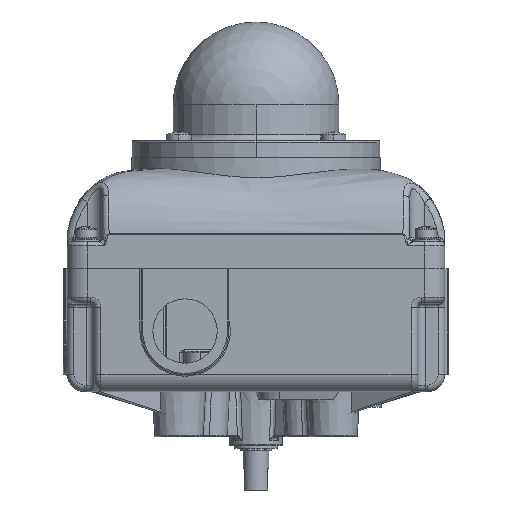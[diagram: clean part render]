
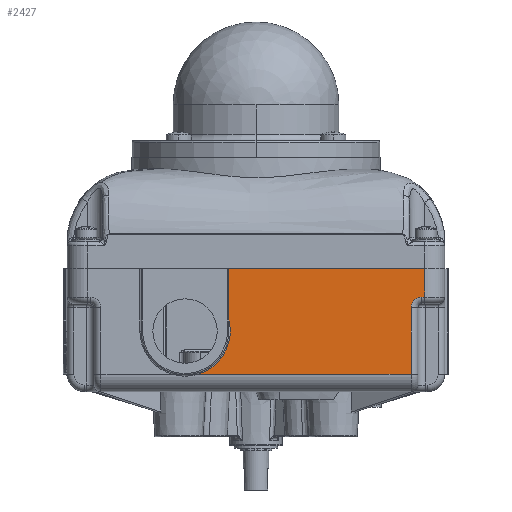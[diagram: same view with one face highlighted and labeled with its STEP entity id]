
A CAD part, front view. The second image highlights one B-rep face of the part: STEP entity #2427.
In plain terms, the highlighted planar face has unit normal (0, -1, 0).
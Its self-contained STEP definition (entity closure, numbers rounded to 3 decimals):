
#22 = CIRCLE ( 'NONE', #96635, 16.75 ) ;
#234 = VERTEX_POINT ( 'NONE', #110997 ) ;
#2427 = ADVANCED_FACE ( 'NONE', ( #65638 ), #74841, .F. ) ;
#3236 = AXIS2_PLACEMENT_3D ( 'NONE', #110991, #50243, #121248 ) ;
#4109 = CARTESIAN_POINT ( 'NONE',  ( -76.2, -73., 40.64 ) ) ;
#4767 = VERTEX_POINT ( 'NONE', #42396 ) ;
#5869 = CARTESIAN_POINT ( 'NONE',  ( -32.5, -73., 17.5 ) ) ;
#14029 = DIRECTION ( 'NONE',  ( 0., 1., 0. ) ) ;
#16076 = DIRECTION ( 'NONE',  ( 0., 0., 1. ) ) ;
#16360 = LINE ( 'NONE', #97318, #121193 ) ;
#17987 = EDGE_CURVE ( 'NONE', #86155, #18617, #16360, .T. ) ;
#18617 = VERTEX_POINT ( 'NONE', #125222 ) ;
#20749 = CARTESIAN_POINT ( 'NONE',  ( 56.3, -73., 30.1 ) ) ;
#21395 = CARTESIAN_POINT ( 'NONE',  ( -27.544, -73., 1.5 ) ) ;
#23088 = CARTESIAN_POINT ( 'NONE',  ( 51.3, -73., 40.64 ) ) ;
#23307 = EDGE_CURVE ( 'NONE', #74923, #51835, #107768, .T. ) ;
#23327 = CARTESIAN_POINT ( 'NONE',  ( 51.3, -73., 26.1 ) ) ;
#23595 = VECTOR ( 'NONE', #30947, 1000. ) ;
#24259 = EDGE_CURVE ( 'NONE', #59223, #234, #114002, .T. ) ;
#30947 = DIRECTION ( 'NONE',  ( 1., 0., 0. ) ) ;
#42376 = CARTESIAN_POINT ( 'NONE',  ( -16.25, -73., 17.5 ) ) ;
#42396 = CARTESIAN_POINT ( 'NONE',  ( -16.25, -73., 21.562 ) ) ;
#45008 = AXIS2_PLACEMENT_3D ( 'NONE', #54381, #14029, #85031 ) ;
#46592 = EDGE_CURVE ( 'NONE', #4767, #82510, #90164, .T. ) ;
#46751 = DIRECTION ( 'NONE',  ( 1., 0., 0. ) ) ;
#46757 = CARTESIAN_POINT ( 'NONE',  ( -6.2, -73., 40.64 ) ) ;
#48108 = ORIENTED_EDGE ( 'NONE', *, *, #46592, .F. ) ;
#50243 = DIRECTION ( 'NONE',  ( 0., 1., 0. ) ) ;
#50473 = VECTOR ( 'NONE', #64715, 1000. ) ;
#51765 = ORIENTED_EDGE ( 'NONE', *, *, #95925, .T. ) ;
#51835 = VERTEX_POINT ( 'NONE', #126444 ) ;
#52693 = VECTOR ( 'NONE', #95468, 1000. ) ;
#53974 = ORIENTED_EDGE ( 'NONE', *, *, #115366, .F. ) ;
#54381 = CARTESIAN_POINT ( 'NONE',  ( -76.2, -73., 40.64 ) ) ;
#58379 = ORIENTED_EDGE ( 'NONE', *, *, #23307, .F. ) ;
#59223 = VERTEX_POINT ( 'NONE', #23327 ) ;
#59746 = DIRECTION ( 'NONE',  ( 1., 0., 0. ) ) ;
#60020 = CARTESIAN_POINT ( 'NONE',  ( -16.25, -73., 40.64 ) ) ;
#64715 = DIRECTION ( 'NONE',  ( 0., 0., 1. ) ) ;
#65638 = FACE_OUTER_BOUND ( 'NONE', #82950, .T. ) ;
#66333 = VECTOR ( 'NONE', #113335, 1000. ) ;
#67606 = CARTESIAN_POINT ( 'NONE',  ( 56.3, -73., 30.1 ) ) ;
#68653 = LINE ( 'NONE', #23088, #92468 ) ;
#69467 = ORIENTED_EDGE ( 'NONE', *, *, #24259, .T. ) ;
#74841 = PLANE ( 'NONE',  #45008 ) ;
#74923 = VERTEX_POINT ( 'NONE', #46757 ) ;
#75833 = ORIENTED_EDGE ( 'NONE', *, *, #17987, .T. ) ;
#76904 = DIRECTION ( 'NONE',  ( 0., 1., 0. ) ) ;
#79734 = LINE ( 'NONE', #4109, #52693 ) ;
#80689 = LINE ( 'NONE', #125507, #50473 ) ;
#81492 = VERTEX_POINT ( 'NONE', #67606 ) ;
#82510 = VERTEX_POINT ( 'NONE', #60020 ) ;
#82934 = EDGE_CURVE ( 'NONE', #18617, #59223, #68653, .T. ) ;
#82950 = EDGE_LOOP ( 'NONE', ( #69467, #51765, #84847, #58379, #53974, #48108, #90392, #75833, #83645 ) ) ;
#83645 = ORIENTED_EDGE ( 'NONE', *, *, #82934, .T. ) ;
#83916 = DIRECTION ( 'NONE',  ( 0., 0., 1. ) ) ;
#84847 = ORIENTED_EDGE ( 'NONE', *, *, #131809, .T. ) ;
#85031 = DIRECTION ( 'NONE',  ( 0., 0., 1. ) ) ;
#86155 = VERTEX_POINT ( 'NONE', #21395 ) ;
#87172 = VECTOR ( 'NONE', #59746, 1000. ) ;
#90164 = LINE ( 'NONE', #42376, #66333 ) ;
#90392 = ORIENTED_EDGE ( 'NONE', *, *, #118307, .T. ) ;
#92468 = VECTOR ( 'NONE', #83916, 1000. ) ;
#95468 = DIRECTION ( 'NONE',  ( 1., 0., 0. ) ) ;
#95925 = EDGE_CURVE ( 'NONE', #234, #81492, #98180, .T. ) ;
#96635 = AXIS2_PLACEMENT_3D ( 'NONE', #5869, #76904, #16076 ) ;
#97318 = CARTESIAN_POINT ( 'NONE',  ( 56.3, -73., 1.5 ) ) ;
#98180 = LINE ( 'NONE', #20749, #23595 ) ;
#107768 = LINE ( 'NONE', #130789, #87172 ) ;
#110991 = CARTESIAN_POINT ( 'NONE',  ( 55.3, -73., 26.1 ) ) ;
#110997 = CARTESIAN_POINT ( 'NONE',  ( 55.3, -73., 30.1 ) ) ;
#113335 = DIRECTION ( 'NONE',  ( 0., 0., 1. ) ) ;
#114002 = CIRCLE ( 'NONE', #3236, 4. ) ;
#115366 = EDGE_CURVE ( 'NONE', #82510, #74923, #79734, .T. ) ;
#118307 = EDGE_CURVE ( 'NONE', #4767, #86155, #22, .T. ) ;
#121193 = VECTOR ( 'NONE', #46751, 1000. ) ;
#121248 = DIRECTION ( 'NONE',  ( 0., 0., 1. ) ) ;
#125222 = CARTESIAN_POINT ( 'NONE',  ( 51.3, -73., 1.5 ) ) ;
#125507 = CARTESIAN_POINT ( 'NONE',  ( 56.3, -73., 40.64 ) ) ;
#126444 = CARTESIAN_POINT ( 'NONE',  ( 56.3, -73., 40.64 ) ) ;
#130789 = CARTESIAN_POINT ( 'NONE',  ( -76.2, -73., 40.64 ) ) ;
#131809 = EDGE_CURVE ( 'NONE', #81492, #51835, #80689, .T. ) ;
